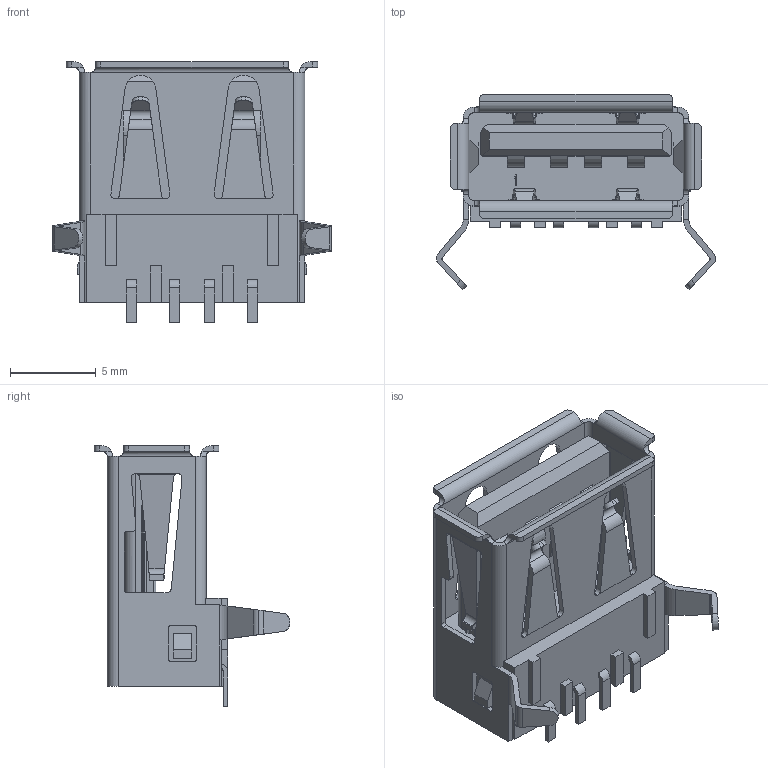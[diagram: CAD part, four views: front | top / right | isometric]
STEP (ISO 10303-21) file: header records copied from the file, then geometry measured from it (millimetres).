
FILE_DESCRIPTION(('STEP AP242'),'1');
FILE_NAME('1-292303-1.stp','2022-07-26T14:14:50',('TraceParts'),('TraceParts S.A.'),'Spatial InterOp 3D',' ',' ');
FILE_SCHEMA(('AP242_MANAGED_MODEL_BASED_3D_ENGINEERING_MIM_LF {1 0 10303 442 1 1 4}'));
Length unit declared in the file: millimetre
Products named in the file (1): 1-292303-1
Bounding box: 16.23 x 11.37 x 15.16 mm (x, y, z)
Volume: 708.6 mm3; surface area: 1307.7 mm2
Topology: 1 solids, 1 shells, 369 faces, 1007 edges, 650 vertices
Faces by surface type: plane 219, cylinder 144, bspline 6
Entity records: 12956 total; most frequent: CARTESIAN_POINT 3755, ORIENTED_EDGE 2014, DIRECTION 1747, EDGE_CURVE 1007, LINE 699, VECTOR 699, VERTEX_POINT 650, AXIS2_PLACEMENT_3D 524
